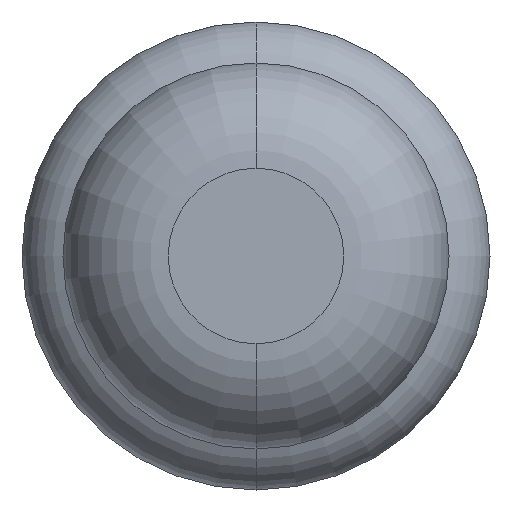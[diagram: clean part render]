
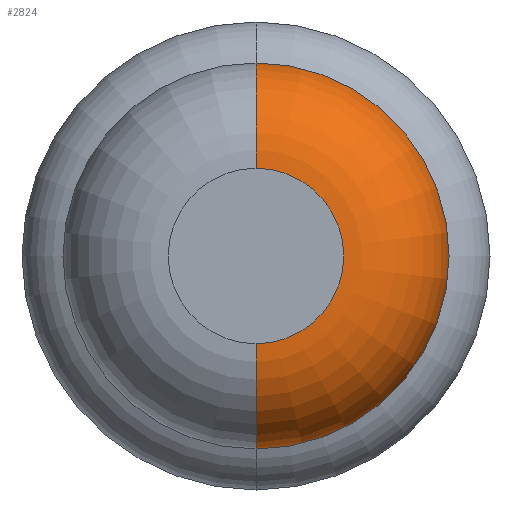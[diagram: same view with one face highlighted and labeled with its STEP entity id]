
A CAD part, front view. The second image highlights one B-rep face of the part: STEP entity #2824.
In plain terms, the highlighted toroidal (fillet/blend) face has major radius 0.375 mm and minor radius 0.45 mm.
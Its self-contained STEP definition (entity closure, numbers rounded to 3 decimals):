
#156 = DIRECTION ( 'NONE',  ( 0., 1., 0. ) ) ;
#427 = EDGE_CURVE ( 'NONE', #2627, #2930, #2244, .T. ) ;
#492 = ORIENTED_EDGE ( 'NONE', *, *, #3260, .T. ) ;
#540 = VERTEX_POINT ( 'NONE', #2141 ) ;
#786 = EDGE_CURVE ( 'NONE', #540, #2081, #2801, .T. ) ;
#881 = DIRECTION ( 'NONE',  ( 0., 1., 0. ) ) ;
#983 = DIRECTION ( 'NONE',  ( -1., 0., 0. ) ) ;
#1080 = DIRECTION ( 'NONE',  ( 0., 1., 0. ) ) ;
#1161 = CARTESIAN_POINT ( 'NONE',  ( 0., -25.55, 0. ) ) ;
#1216 = CARTESIAN_POINT ( 'NONE',  ( 0., -25.55, -0.375 ) ) ;
#1258 = ORIENTED_EDGE ( 'NONE', *, *, #786, .T. ) ;
#1264 = CARTESIAN_POINT ( 'NONE',  ( 0., -25.55, 0.825 ) ) ;
#1350 = ORIENTED_EDGE ( 'NONE', *, *, #3305, .F. ) ;
#1531 = EDGE_LOOP ( 'NONE', ( #492, #1258, #1350, #4347 ) ) ;
#1703 = FACE_OUTER_BOUND ( 'NONE', #1531, .T. ) ;
#1818 = DIRECTION ( 'NONE',  ( 0., 0., 1. ) ) ;
#1987 = CARTESIAN_POINT ( 'NONE',  ( 0., -25.55, 0.375 ) ) ;
#2081 = VERTEX_POINT ( 'NONE', #3676 ) ;
#2141 = CARTESIAN_POINT ( 'NONE',  ( 0., -26., -0.375 ) ) ;
#2237 = CIRCLE ( 'NONE', #2983, 0.375 ) ;
#2244 = CIRCLE ( 'NONE', #2710, 0.45 ) ;
#2282 = AXIS2_PLACEMENT_3D ( 'NONE', #1216, #3855, #2566 ) ;
#2369 = DIRECTION ( 'NONE',  ( 0., 0., 1. ) ) ;
#2406 = DIRECTION ( 'NONE',  ( 0., 0., 1. ) ) ;
#2518 = DIRECTION ( 'NONE',  ( 0., 0., 1. ) ) ;
#2546 = CARTESIAN_POINT ( 'NONE',  ( 0., -26., 0. ) ) ;
#2566 = DIRECTION ( 'NONE',  ( 0., 0., -1. ) ) ;
#2627 = VERTEX_POINT ( 'NONE', #3651 ) ;
#2710 = AXIS2_PLACEMENT_3D ( 'NONE', #1987, #983, #2369 ) ;
#2801 = CIRCLE ( 'NONE', #2282, 0.45 ) ;
#2824 = ADVANCED_FACE ( 'Defeature ausgef�hrt1_8', ( #1703 ), #3801, .T. ) ;
#2930 = VERTEX_POINT ( 'NONE', #1264 ) ;
#2983 = AXIS2_PLACEMENT_3D ( 'NONE', #2546, #881, #1818 ) ;
#3169 = CIRCLE ( 'NONE', #3637, 0.825 ) ;
#3260 = EDGE_CURVE ( 'Defeature ausgef�hrt1_8+Defeature ausgef�hrt1_7+Defeature ausgef�hrt1_7+Defeature ausgef�hrt1_7', #2627, #540, #2237, .T. ) ;
#3305 = EDGE_CURVE ( 'Defeature ausgef�hrt1_9+Defeature ausgef�hrt1_8+Defeature ausgef�hrt1_8+Defeature ausgef�hrt1_8', #2930, #2081, #3169, .T. ) ;
#3637 = AXIS2_PLACEMENT_3D ( 'NONE', #1161, #156, #2518 ) ;
#3651 = CARTESIAN_POINT ( 'NONE',  ( 0., -26., 0.375 ) ) ;
#3676 = CARTESIAN_POINT ( 'NONE',  ( 0., -25.55, -0.825 ) ) ;
#3745 = AXIS2_PLACEMENT_3D ( 'NONE', #4140, #1080, #2406 ) ;
#3801 = TOROIDAL_SURFACE ( 'NONE', #3745, 0.375, 0.45 ) ;
#3855 = DIRECTION ( 'NONE',  ( 1., 0., 0. ) ) ;
#4140 = CARTESIAN_POINT ( 'NONE',  ( 0., -25.55, 0. ) ) ;
#4347 = ORIENTED_EDGE ( 'NONE', *, *, #427, .F. ) ;
